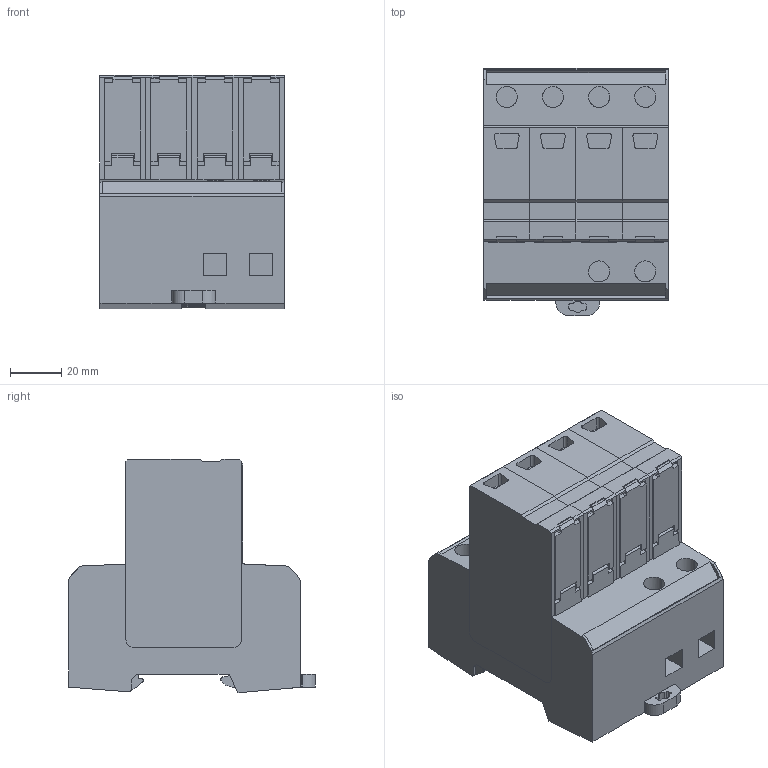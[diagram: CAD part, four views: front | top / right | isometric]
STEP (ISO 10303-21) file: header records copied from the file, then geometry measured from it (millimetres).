
FILE_DESCRIPTION(('CATIA V5 STEP Exchange','CAx-IF Rec.Pracs.--- Model Styling and Organization---1.4--- 2014-01-23'),'2;1');
FILE_NAME ('D1372649_2', '2020-02-28T07:33:50+00:00', ('none'), ('Weidmueller'), 'CATIA Version 5-6 Release 2016 SP3 HF44', 'CATIA V5 STEP AP214', 'none');
FILE_SCHEMA(('AUTOMOTIVE_DESIGN { 1 0 10303 214 1 1 1 1 }'));
Length unit declared in the file: millimetre
Products named in the file (1): 2726780000
Bounding box: 72 x 96.23 x 91 mm (x, y, z)
Volume: 414618.4 mm3; surface area: 97189.2 mm2
Topology: 30 solids, 30 shells, 836 faces, 2361 edges, 1630 vertices
Faces by surface type: plane 625, cylinder 159, extrusion 52
Entity records: 27952 total; most frequent: CARTESIAN_POINT 6521, ORIENTED_EDGE 4722, DIRECTION 3334, EDGE_CURVE 2361, VECTOR 1881, LINE 1829, VERTEX_POINT 1630, EDGE_LOOP 889
